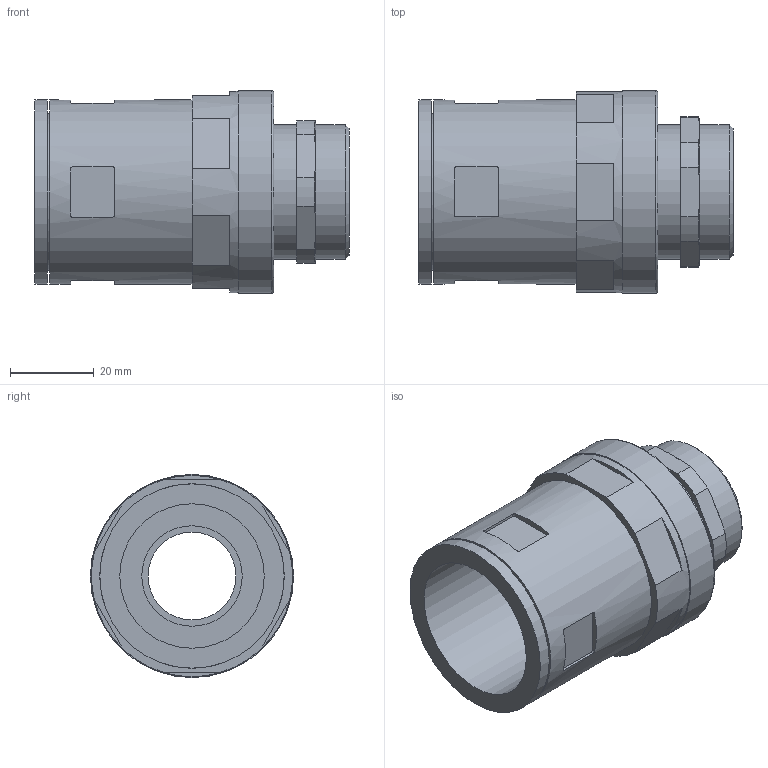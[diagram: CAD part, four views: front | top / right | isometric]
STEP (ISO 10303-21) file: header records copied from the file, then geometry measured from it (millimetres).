
FILE_DESCRIPTION( ( 'STEP AP203' ), '1' );
FILE_NAME( 'FLEXA RQGKZE-M 5111.034.232.stp', '2020-03-25T07:53:05', ( 'License CC BY-ND 4.0' ), ( 'CADENAS' ), ' ', 'PARTsolutions', ' ' );
FILE_SCHEMA( ( 'CONFIG_CONTROL_DESIGN' ) );
Length unit declared in the file: millimetre
Products named in the file (3): FLEXA RQGKZE-M 5111.034.232; _FLEXA RQGK2-M 5108.034.232; _FLEXA RQGKZE-M-Zwischenstutzen 5111.034.232
Assembly tree (2 placements, depth 2):
  FLEXA RQGKZE-M 5111.034.232
    _FLEXA RQGK2-M 5108.034.232
    _FLEXA RQGKZE-M-Zwischenstutzen 5111.034.232
Bounding box: 75 x 48.48 x 48.48 mm (x, y, z)
Volume: 51218.2 mm3; surface area: 23006.6 mm2
Topology: 2 solids, 2 shells, 100 faces, 238 edges, 155 vertices
Faces by surface type: plane 52, cylinder 36, cone 11, torus 1
Full cylindrical faces by diameter (mm): 21 x1, 24 x1, 27.6 x1, 30.16 x1, 32 x2, 34.5 x1, 37.3 x1, 39.13 x1, 39.53 x1, 44 x2, 48 x1, 48.48 x1
Entity records: 2926 total; most frequent: CARTESIAN_POINT 581, DIRECTION 476, ORIENTED_EDGE 424, EDGE_CURVE 212, AXIS2_PLACEMENT_3D 189, VERTEX_POINT 150, EDGE_LOOP 138, FACE_OUTER_BOUND 115
